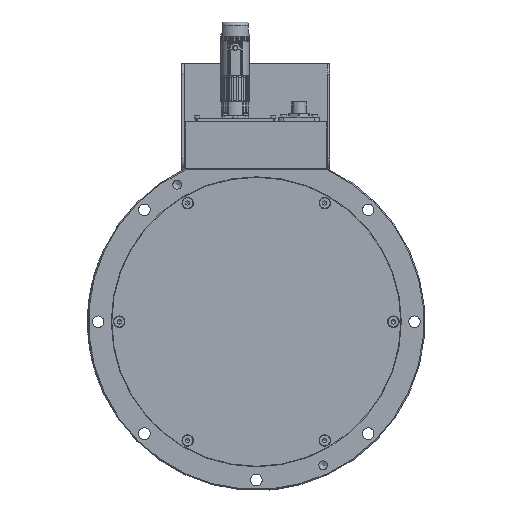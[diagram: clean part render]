
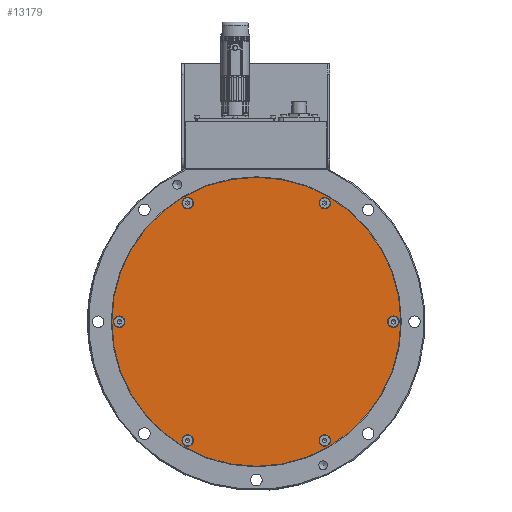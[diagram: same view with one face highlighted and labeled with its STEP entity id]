
A CAD part, front view. The second image highlights one B-rep face of the part: STEP entity #13179.
In plain terms, the highlighted planar face has unit normal (0, -1, 0).
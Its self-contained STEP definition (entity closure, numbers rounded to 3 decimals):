
#13179 = ADVANCED_FACE('',(#13180,#13191,#13211,#13231,#13251,#13271,
    #13291),#13311,.T.);
#13180 = FACE_BOUND('',#13181,.T.);
#13181 = EDGE_LOOP('',(#13182));
#13182 = ORIENTED_EDGE('',*,*,#13183,.T.);
#13183 = EDGE_CURVE('',#13184,#13184,#13186,.T.);
#13184 = VERTEX_POINT('',#13185);
#13185 = CARTESIAN_POINT('',(-118.645,937.651,
    72.56));
#13186 = CIRCLE('',#13187,137.);
#13187 = AXIS2_PLACEMENT_3D('',#13188,#13189,#13190);
#13188 = CARTESIAN_POINT('',(0.,937.651,
    4.06));
#13189 = DIRECTION('',(0.,-1.,0.));
#13190 = DIRECTION('',(0.866,0.,-0.5));
#13191 = FACE_BOUND('',#13192,.T.);
#13192 = EDGE_LOOP('',(#13193,#13204));
#13193 = ORIENTED_EDGE('',*,*,#13194,.T.);
#13194 = EDGE_CURVE('',#13195,#13197,#13199,.T.);
#13195 = VERTEX_POINT('',#13196);
#13196 = CARTESIAN_POINT('',(69.763,937.651,
    113.893));
#13197 = VERTEX_POINT('',#13198);
#13198 = CARTESIAN_POINT('',(60.237,937.651,
    119.393));
#13199 = CIRCLE('',#13200,5.5);
#13200 = AXIS2_PLACEMENT_3D('',#13201,#13202,#13203);
#13201 = CARTESIAN_POINT('',(65.,937.651,
    116.643));
#13202 = DIRECTION('',(0.,1.,0.));
#13203 = DIRECTION('',(0.866,0.,-0.5));
#13204 = ORIENTED_EDGE('',*,*,#13205,.T.);
#13205 = EDGE_CURVE('',#13197,#13195,#13206,.T.);
#13206 = CIRCLE('',#13207,5.5);
#13207 = AXIS2_PLACEMENT_3D('',#13208,#13209,#13210);
#13208 = CARTESIAN_POINT('',(65.,937.651,
    116.643));
#13209 = DIRECTION('',(0.,1.,0.));
#13210 = DIRECTION('',(0.866,0.,-0.5));
#13211 = FACE_BOUND('',#13212,.T.);
#13212 = EDGE_LOOP('',(#13213,#13224));
#13213 = ORIENTED_EDGE('',*,*,#13214,.T.);
#13214 = EDGE_CURVE('',#13215,#13217,#13219,.T.);
#13215 = VERTEX_POINT('',#13216);
#13216 = CARTESIAN_POINT('',(-60.237,937.651,
    119.393));
#13217 = VERTEX_POINT('',#13218);
#13218 = CARTESIAN_POINT('',(-69.763,937.651,
    113.893));
#13219 = CIRCLE('',#13220,5.5);
#13220 = AXIS2_PLACEMENT_3D('',#13221,#13222,#13223);
#13221 = CARTESIAN_POINT('',(-65.,937.651,
    116.643));
#13222 = DIRECTION('',(0.,1.,0.));
#13223 = DIRECTION('',(0.866,0.,0.5));
#13224 = ORIENTED_EDGE('',*,*,#13225,.T.);
#13225 = EDGE_CURVE('',#13217,#13215,#13226,.T.);
#13226 = CIRCLE('',#13227,5.5);
#13227 = AXIS2_PLACEMENT_3D('',#13228,#13229,#13230);
#13228 = CARTESIAN_POINT('',(-65.,937.651,
    116.643));
#13229 = DIRECTION('',(0.,1.,0.));
#13230 = DIRECTION('',(0.866,0.,0.5));
#13231 = FACE_BOUND('',#13232,.T.);
#13232 = EDGE_LOOP('',(#13233,#13244));
#13233 = ORIENTED_EDGE('',*,*,#13234,.T.);
#13234 = EDGE_CURVE('',#13235,#13237,#13239,.T.);
#13235 = VERTEX_POINT('',#13236);
#13236 = CARTESIAN_POINT('',(-130.,937.651,
    9.56));
#13237 = VERTEX_POINT('',#13238);
#13238 = CARTESIAN_POINT('',(-130.,937.651,
    -1.44));
#13239 = CIRCLE('',#13240,5.5);
#13240 = AXIS2_PLACEMENT_3D('',#13241,#13242,#13243);
#13241 = CARTESIAN_POINT('',(-130.,937.651,
    4.06));
#13242 = DIRECTION('',(0.,1.,0.));
#13243 = DIRECTION('',(0.,0.,1.));
#13244 = ORIENTED_EDGE('',*,*,#13245,.T.);
#13245 = EDGE_CURVE('',#13237,#13235,#13246,.T.);
#13246 = CIRCLE('',#13247,5.5);
#13247 = AXIS2_PLACEMENT_3D('',#13248,#13249,#13250);
#13248 = CARTESIAN_POINT('',(-130.,937.651,
    4.06));
#13249 = DIRECTION('',(0.,1.,0.));
#13250 = DIRECTION('',(0.,0.,1.));
#13251 = FACE_BOUND('',#13252,.T.);
#13252 = EDGE_LOOP('',(#13253,#13264));
#13253 = ORIENTED_EDGE('',*,*,#13254,.T.);
#13254 = EDGE_CURVE('',#13255,#13257,#13259,.T.);
#13255 = VERTEX_POINT('',#13256);
#13256 = CARTESIAN_POINT('',(-69.763,937.651,
    -105.773));
#13257 = VERTEX_POINT('',#13258);
#13258 = CARTESIAN_POINT('',(-60.237,937.651,
    -111.273));
#13259 = CIRCLE('',#13260,5.5);
#13260 = AXIS2_PLACEMENT_3D('',#13261,#13262,#13263);
#13261 = CARTESIAN_POINT('',(-65.,937.651,
    -108.523));
#13262 = DIRECTION('',(0.,1.,0.));
#13263 = DIRECTION('',(-0.866,0.,0.5));
#13264 = ORIENTED_EDGE('',*,*,#13265,.T.);
#13265 = EDGE_CURVE('',#13257,#13255,#13266,.T.);
#13266 = CIRCLE('',#13267,5.5);
#13267 = AXIS2_PLACEMENT_3D('',#13268,#13269,#13270);
#13268 = CARTESIAN_POINT('',(-65.,937.651,
    -108.523));
#13269 = DIRECTION('',(0.,1.,0.));
#13270 = DIRECTION('',(-0.866,0.,0.5));
#13271 = FACE_BOUND('',#13272,.T.);
#13272 = EDGE_LOOP('',(#13273,#13284));
#13273 = ORIENTED_EDGE('',*,*,#13274,.T.);
#13274 = EDGE_CURVE('',#13275,#13277,#13279,.T.);
#13275 = VERTEX_POINT('',#13276);
#13276 = CARTESIAN_POINT('',(60.237,937.651,
    -111.273));
#13277 = VERTEX_POINT('',#13278);
#13278 = CARTESIAN_POINT('',(69.763,937.651,
    -105.773));
#13279 = CIRCLE('',#13280,5.5);
#13280 = AXIS2_PLACEMENT_3D('',#13281,#13282,#13283);
#13281 = CARTESIAN_POINT('',(65.,937.651,
    -108.523));
#13282 = DIRECTION('',(0.,1.,0.));
#13283 = DIRECTION('',(-0.866,0.,-0.5));
#13284 = ORIENTED_EDGE('',*,*,#13285,.T.);
#13285 = EDGE_CURVE('',#13277,#13275,#13286,.T.);
#13286 = CIRCLE('',#13287,5.5);
#13287 = AXIS2_PLACEMENT_3D('',#13288,#13289,#13290);
#13288 = CARTESIAN_POINT('',(65.,937.651,
    -108.523));
#13289 = DIRECTION('',(0.,1.,0.));
#13290 = DIRECTION('',(-0.866,0.,-0.5));
#13291 = FACE_BOUND('',#13292,.T.);
#13292 = EDGE_LOOP('',(#13293,#13304));
#13293 = ORIENTED_EDGE('',*,*,#13294,.T.);
#13294 = EDGE_CURVE('',#13295,#13297,#13299,.T.);
#13295 = VERTEX_POINT('',#13296);
#13296 = CARTESIAN_POINT('',(130.,937.651,-1.44));
#13297 = VERTEX_POINT('',#13298);
#13298 = CARTESIAN_POINT('',(130.,937.651,9.56));
#13299 = CIRCLE('',#13300,5.5);
#13300 = AXIS2_PLACEMENT_3D('',#13301,#13302,#13303);
#13301 = CARTESIAN_POINT('',(130.,937.651,4.06));
#13302 = DIRECTION('',(0.,1.,0.));
#13303 = DIRECTION('',(0.,0.,-1.));
#13304 = ORIENTED_EDGE('',*,*,#13305,.T.);
#13305 = EDGE_CURVE('',#13297,#13295,#13306,.T.);
#13306 = CIRCLE('',#13307,5.5);
#13307 = AXIS2_PLACEMENT_3D('',#13308,#13309,#13310);
#13308 = CARTESIAN_POINT('',(130.,937.651,4.06));
#13309 = DIRECTION('',(0.,1.,0.));
#13310 = DIRECTION('',(0.,0.,-1.));
#13311 = PLANE('',#13312);
#13312 = AXIS2_PLACEMENT_3D('',#13313,#13314,#13315);
#13313 = CARTESIAN_POINT('',(0.,937.651,
    4.06));
#13314 = DIRECTION('',(0.,-1.,0.));
#13315 = DIRECTION('',(-0.5,0.,-0.866));
